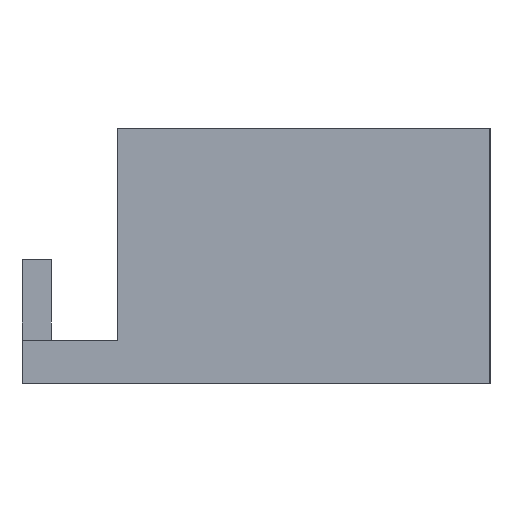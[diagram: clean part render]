
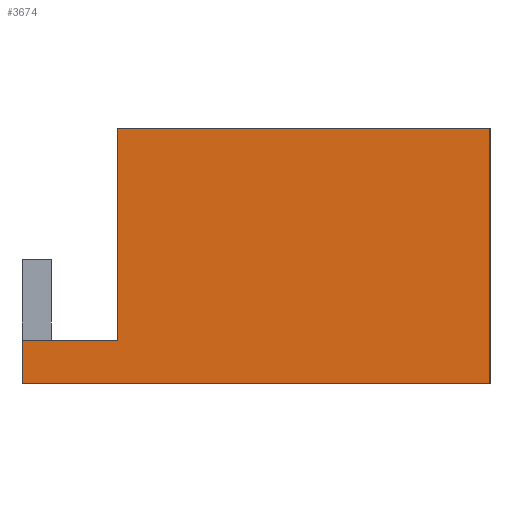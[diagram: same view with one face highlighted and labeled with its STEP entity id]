
A CAD part, left-side view. The second image highlights one B-rep face of the part: STEP entity #3674.
In plain terms, the highlighted planar face has unit normal (-1, 0, 0).
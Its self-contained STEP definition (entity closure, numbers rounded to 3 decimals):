
#658=DIRECTION('',(0.,0.,-1.));
#659=VECTOR('',#658,1.2);
#660=CARTESIAN_POINT('',(-9.,6.4,1.2));
#661=LINE('',#660,#659);
#679=DIRECTION('',(0.,-1.,0.));
#680=VECTOR('',#679,12.8);
#681=CARTESIAN_POINT('',(-9.,6.4,0.));
#682=LINE('',#681,#680);
#990=DIRECTION('',(0.,-1.,0.));
#991=VECTOR('',#990,2.6);
#992=CARTESIAN_POINT('',(-9.,6.4,1.2));
#993=LINE('',#992,#991);
#997=DIRECTION('',(0.,-1.,0.));
#998=VECTOR('',#997,10.2);
#999=CARTESIAN_POINT('',(-9.,3.8,7.));
#1000=LINE('',#999,#998);
#1004=DIRECTION('',(0.,0.,-1.));
#1005=VECTOR('',#1004,7.);
#1006=CARTESIAN_POINT('',(-9.,-6.4,7.));
#1007=LINE('',#1006,#1005);
#1018=DIRECTION('',(0.,0.,-1.));
#1019=VECTOR('',#1018,5.8);
#1020=CARTESIAN_POINT('',(-9.,3.8,7.));
#1021=LINE('',#1020,#1019);
#2763=CARTESIAN_POINT('',(-9.,3.8,1.2));
#2764=VERTEX_POINT('',#2763);
#2765=CARTESIAN_POINT('',(-9.,6.4,1.2));
#2766=VERTEX_POINT('',#2765);
#2832=CARTESIAN_POINT('',(-9.,6.4,0.));
#2834=VERTEX_POINT('',#2832);
#2843=CARTESIAN_POINT('',(-9.,-6.4,0.));
#2844=VERTEX_POINT('',#2843);
#2945=CARTESIAN_POINT('',(-9.,-6.4,7.));
#2946=VERTEX_POINT('',#2945);
#2947=CARTESIAN_POINT('',(-9.,3.8,7.));
#2948=VERTEX_POINT('',#2947);
#3659=CARTESIAN_POINT('',(-9.,6.4,1.2));
#3660=DIRECTION('',(1.,0.,0.));
#3661=DIRECTION('',(0.,1.,0.));
#3662=AXIS2_PLACEMENT_3D('',#3659,#3660,#3661);
#3663=PLANE('',#3662);
#3664=ORIENTED_EDGE('',*,*,#3498,.F.);
#3665=ORIENTED_EDGE('',*,*,#3478,.F.);
#3666=ORIENTED_EDGE('',*,*,#3331,.T.);
#3668=ORIENTED_EDGE('',*,*,#3667,.F.);
#3670=ORIENTED_EDGE('',*,*,#3669,.T.);
#3671=ORIENTED_EDGE('',*,*,#3644,.T.);
#3672=EDGE_LOOP('',(#3664,#3665,#3666,#3668,#3670,#3671));
#3673=FACE_OUTER_BOUND('',#3672,.F.);
#3331=EDGE_CURVE('',#2766,#2764,#993,.T.);
#3478=EDGE_CURVE('',#2766,#2834,#661,.T.);
#3498=EDGE_CURVE('',#2834,#2844,#682,.T.);
#3644=EDGE_CURVE('',#2946,#2844,#1007,.T.);
#3667=EDGE_CURVE('',#2948,#2764,#1021,.T.);
#3669=EDGE_CURVE('',#2948,#2946,#1000,.T.);
#3674=ADVANCED_FACE('',(#3673),#3663,.F.);
